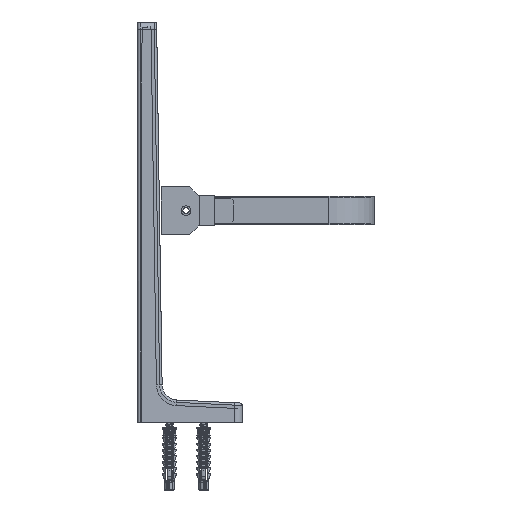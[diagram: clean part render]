
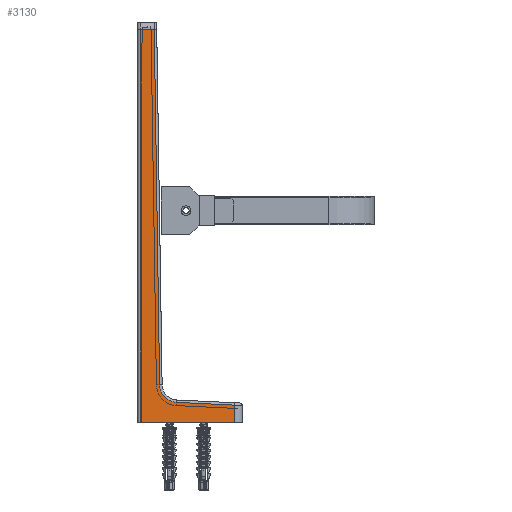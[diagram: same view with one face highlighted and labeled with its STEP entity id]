
A CAD part, front view. The second image highlights one B-rep face of the part: STEP entity #3130.
In plain terms, the highlighted face is planar.
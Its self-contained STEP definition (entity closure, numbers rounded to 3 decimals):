
#552=CARTESIAN_POINT('',(-5.,32.,-53.7));
#558=DIRECTION('',(0.,0.,-1.));
#559=VECTOR('',#558,49.7);
#560=CARTESIAN_POINT('',(-5.,32.,-4.));
#561=LINE('',#560,#559);
#568=CARTESIAN_POINT('',(-5.,32.,-4.));
#978=CARTESIAN_POINT('',(3.934,31.688,-4.));
#989=DIRECTION('',(0.999,-0.035,0.));
#990=VECTOR('',#989,206.265);
#991=CARTESIAN_POINT('',(-5.,32.,-53.7));
#992=LINE('',#991,#990);
#993=DIRECTION('',(0.,0.,1.));
#994=VECTOR('',#993,7.459);
#995=CARTESIAN_POINT('',(201.14,24.801,-53.7));
#996=LINE('',#995,#994);
#997=DIRECTION('',(-0.999,0.035,0.015));
#998=VECTOR('',#997,186.737);
#999=CARTESIAN_POINT('',(201.14,24.801,-46.241));
#1000=LINE('',#999,#998);
#1001=CARTESIAN_POINT('',(14.538,31.318,-43.414));
#1002=CARTESIAN_POINT('',(13.849,31.342,-43.403));
#1003=CARTESIAN_POINT('',(12.513,31.388,-43.234));
#1004=CARTESIAN_POINT('',(10.594,31.455,-42.551));
#1005=CARTESIAN_POINT('',(8.874,31.515,-41.478));
#1006=CARTESIAN_POINT('',(7.408,31.567,-40.025));
#1007=CARTESIAN_POINT('',(6.372,31.603,-38.435));
#1008=CARTESIAN_POINT('',(5.651,31.628,-36.626));
#1009=CARTESIAN_POINT('',(5.424,31.636,-35.272));
#1010=CARTESIAN_POINT('',(5.389,31.637,-34.557));
#1012=DIRECTION('',(-0.048,0.002,0.999));
#1013=VECTOR('',#1012,30.592);
#1014=CARTESIAN_POINT('',(5.389,31.637,-34.557));
#1015=LINE('',#1014,#1013);
#1016=DIRECTION('',(-0.999,0.035,0.));
#1017=VECTOR('',#1016,8.94);
#1018=CARTESIAN_POINT('',(3.934,31.688,-4.));
#1019=LINE('',#1018,#1017);
#2001=VERTEX_POINT('',#568);
#2051=CARTESIAN_POINT('',(201.14,24.801,-53.7));
#2052=VERTEX_POINT('',#2051);
#2053=VERTEX_POINT('',#552);
#2084=VERTEX_POINT('',#978);
#2087=CARTESIAN_POINT('',(5.389,31.637,-34.557));
#2088=VERTEX_POINT('',#2087);
#2090=VERTEX_POINT('',#1001);
#2093=CARTESIAN_POINT('',(201.14,24.801,-46.241));
#2094=VERTEX_POINT('',#2093);
#3113=CARTESIAN_POINT('',(205.,24.667,-55.));
#3114=DIRECTION('',(-0.035,-0.999,0.));
#3115=DIRECTION('',(-0.999,0.035,0.));
#3116=AXIS2_PLACEMENT_3D('',#3113,#3114,#3115);
#3117=PLANE('',#3116);
#3119=ORIENTED_EDGE('',*,*,#3118,.T.);
#3121=ORIENTED_EDGE('',*,*,#3120,.T.);
#3122=ORIENTED_EDGE('',*,*,#2801,.T.);
#3123=ORIENTED_EDGE('',*,*,#2860,.T.);
#3125=ORIENTED_EDGE('',*,*,#3124,.T.);
#3126=ORIENTED_EDGE('',*,*,#3108,.T.);
#3127=ORIENTED_EDGE('',*,*,#2445,.T.);
#3128=EDGE_LOOP('',(#3119,#3121,#3122,#3123,#3125,#3126,#3127));
#3129=FACE_OUTER_BOUND('',#3128,.F.);
#3130=ADVANCED_FACE('',(#3129),#3117,.F.);
#1011=B_SPLINE_CURVE_WITH_KNOTS('',3,(#1001,#1002,#1003,#1004,#1005,#1006,#1007,
#1008,#1009,#1010),.UNSPECIFIED.,.F.,.F.,(4,1,1,1,1,1,1,4),(0.,
0.143,0.286,0.429,0.571,
0.714,0.857,1.),.UNSPECIFIED.);
#2445=EDGE_CURVE('',#2001,#2053,#561,.T.);
#2801=EDGE_CURVE('',#2094,#2090,#1000,.T.);
#2860=EDGE_CURVE('',#2090,#2088,#1011,.T.);
#3108=EDGE_CURVE('',#2084,#2001,#1019,.T.);
#3118=EDGE_CURVE('',#2053,#2052,#992,.T.);
#3120=EDGE_CURVE('',#2052,#2094,#996,.T.);
#3124=EDGE_CURVE('',#2088,#2084,#1015,.T.);
